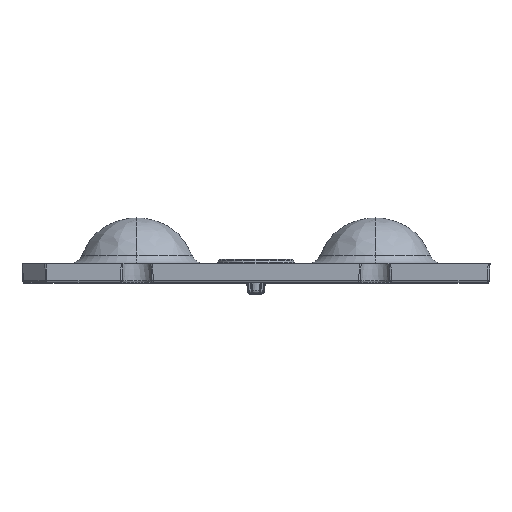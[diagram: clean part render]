
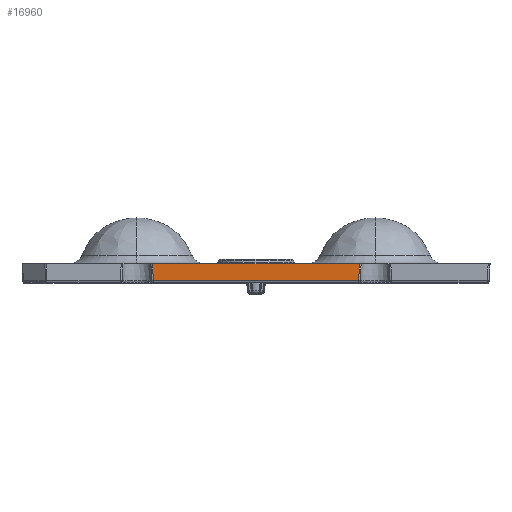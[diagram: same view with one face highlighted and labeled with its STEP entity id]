
A CAD part, top view. The second image highlights one B-rep face of the part: STEP entity #16960.
In plain terms, the highlighted planar face has unit normal (0, -0.052, 0.999).
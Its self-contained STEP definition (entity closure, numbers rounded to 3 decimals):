
#289 = DIRECTION ( 'NONE',  ( 0., -0.999, -0.052 ) ) ;
#1232 = CARTESIAN_POINT ( 'NONE',  ( -10.986, 1.005, 24.898 ) ) ;
#1765 = VERTEX_POINT ( 'NONE', #5629 ) ;
#2221 = CARTESIAN_POINT ( 'NONE',  ( 11.022, 2., 24.95 ) ) ;
#3275 = CARTESIAN_POINT ( 'NONE',  ( -22.45, 2., 24.95 ) ) ;
#3603 = LINE ( 'NONE', #3275, #19078 ) ;
#4388 = B_SPLINE_CURVE_WITH_KNOTS ( 'NONE', 3,
 ( #10736, #20425, #5938, #1232, #17147, #6240, #7743 ),
 .UNSPECIFIED., .F., .F.,
 ( 4, 3, 4 ),
 ( 0., 0.001, 0.002 ),
 .UNSPECIFIED. ) ;
#4644 = VERTEX_POINT ( 'NONE', #13818 ) ;
#5421 = CARTESIAN_POINT ( 'NONE',  ( 10.958, 0.19, 24.855 ) ) ;
#5629 = CARTESIAN_POINT ( 'NONE',  ( -11.022, 2., 24.95 ) ) ;
#5915 = LINE ( 'NONE', #12392, #9733 ) ;
#5938 = CARTESIAN_POINT ( 'NONE',  ( -10.998, 1.337, 24.915 ) ) ;
#6083 = AXIS2_PLACEMENT_3D ( 'NONE', #8604, #16308, #289 ) ;
#6240 = CARTESIAN_POINT ( 'NONE',  ( -10.967, 0.461, 24.869 ) ) ;
#7131 = CARTESIAN_POINT ( 'NONE',  ( 10.986, 1.005, 24.898 ) ) ;
#7618 = DIRECTION ( 'NONE',  ( 1., 0., 0. ) ) ;
#7726 = ORIENTED_EDGE ( 'NONE', *, *, #19778, .T. ) ;
#7743 = CARTESIAN_POINT ( 'NONE',  ( -10.958, 0.19, 24.855 ) ) ;
#8522 = CARTESIAN_POINT ( 'NONE',  ( 10.998, 1.337, 24.915 ) ) ;
#8604 = CARTESIAN_POINT ( 'NONE',  ( -22.45, 2., 24.95 ) ) ;
#8905 = EDGE_LOOP ( 'NONE', ( #7726, #14822, #20943, #17181 ) ) ;
#9733 = VECTOR ( 'NONE', #7618, 1000. ) ;
#9894 = PLANE ( 'NONE',  #6083 ) ;
#10102 = DIRECTION ( 'NONE',  ( 1., 0., 0. ) ) ;
#10223 = CARTESIAN_POINT ( 'NONE',  ( 10.967, 0.461, 24.869 ) ) ;
#10736 = CARTESIAN_POINT ( 'NONE',  ( -11.022, 2., 24.95 ) ) ;
#12288 = EDGE_CURVE ( 'NONE', #4644, #16168, #5915, .T. ) ;
#12392 = CARTESIAN_POINT ( 'NONE',  ( -22.45, 0.19, 24.855 ) ) ;
#13805 = EDGE_CURVE ( 'NONE', #16168, #15037, #15229, .T. ) ;
#13818 = CARTESIAN_POINT ( 'NONE',  ( -10.958, 0.19, 24.855 ) ) ;
#14162 = CARTESIAN_POINT ( 'NONE',  ( 10.958, 0.19, 24.855 ) ) ;
#14822 = ORIENTED_EDGE ( 'NONE', *, *, #12288, .T. ) ;
#15037 = VERTEX_POINT ( 'NONE', #17877 ) ;
#15229 = B_SPLINE_CURVE_WITH_KNOTS ( 'NONE', 3,
 ( #5421, #10223, #20024, #7131, #8522, #20127, #2221 ),
 .UNSPECIFIED., .F., .F.,
 ( 4, 3, 4 ),
 ( 0., 0.001, 0.002 ),
 .UNSPECIFIED. ) ;
#16168 = VERTEX_POINT ( 'NONE', #14162 ) ;
#16308 = DIRECTION ( 'NONE',  ( 0., -0.052, 0.999 ) ) ;
#16960 = ADVANCED_FACE ( 'NONE', ( #18098 ), #9894, .T. ) ;
#17147 = CARTESIAN_POINT ( 'NONE',  ( -10.977, 0.733, 24.884 ) ) ;
#17181 = ORIENTED_EDGE ( 'NONE', *, *, #20821, .F. ) ;
#17877 = CARTESIAN_POINT ( 'NONE',  ( 11.022, 2., 24.95 ) ) ;
#18098 = FACE_OUTER_BOUND ( 'NONE', #8905, .T. ) ;
#19078 = VECTOR ( 'NONE', #10102, 1000. ) ;
#19778 = EDGE_CURVE ( 'NONE', #1765, #4644, #4388, .T. ) ;
#20024 = CARTESIAN_POINT ( 'NONE',  ( 10.977, 0.733, 24.884 ) ) ;
#20127 = CARTESIAN_POINT ( 'NONE',  ( 11.01, 1.668, 24.933 ) ) ;
#20425 = CARTESIAN_POINT ( 'NONE',  ( -11.01, 1.668, 24.933 ) ) ;
#20821 = EDGE_CURVE ( 'NONE', #1765, #15037, #3603, .T. ) ;
#20943 = ORIENTED_EDGE ( 'NONE', *, *, #13805, .T. ) ;
